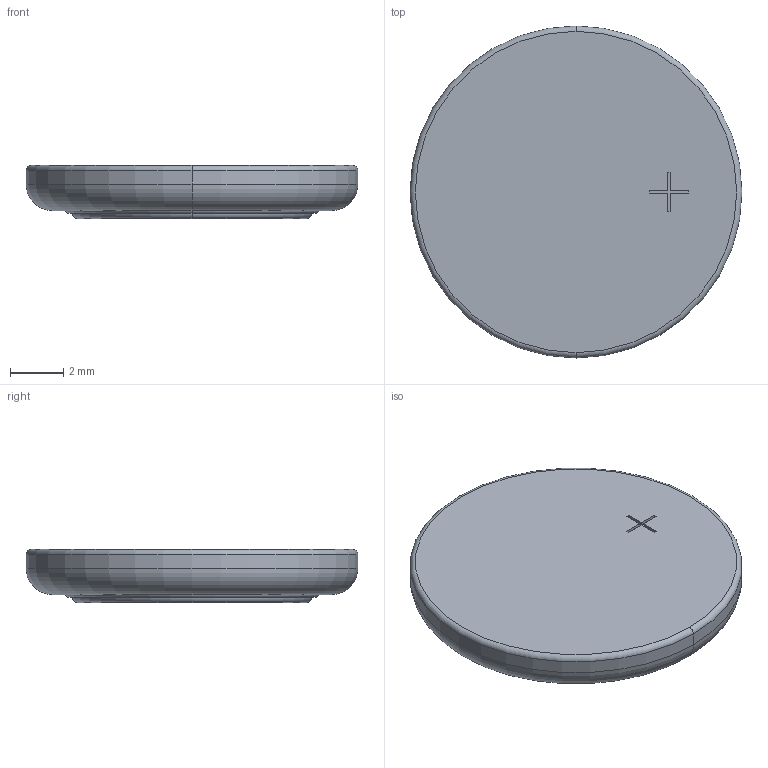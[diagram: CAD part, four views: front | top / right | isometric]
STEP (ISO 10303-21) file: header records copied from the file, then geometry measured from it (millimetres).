
FILE_DESCRIPTION((''),'2;1');
FILE_NAME('BAT_VARTA_CR1220.stp','2012-04-17T09:49:56',(''),(''),'Mechanical Desktop 2011','Mechanical Desktop 2011',', , ');
FILE_SCHEMA(('AUTOMOTIVE_DESIGN { 1 2 10303 214 1 1 1 1 }'));
Length unit declared in the file: millimetre
Products named in the file (1): Product
Bounding box: 12.5 x 12.5 x 2 mm (x, y, z)
Volume: 226 mm3; surface area: 568.8 mm2
Topology: 3 solids, 3 shells, 31 faces, 66 edges, 42 vertices
Faces by surface type: plane 19, torus 8, cylinder 4
Entity records: 888 total; most frequent: DIRECTION 156, CARTESIAN_POINT 140, ORIENTED_EDGE 132, EDGE_CURVE 66, AXIS2_PLACEMENT_3D 58, VERTEX_POINT 42, VECTOR 40, LINE 40
